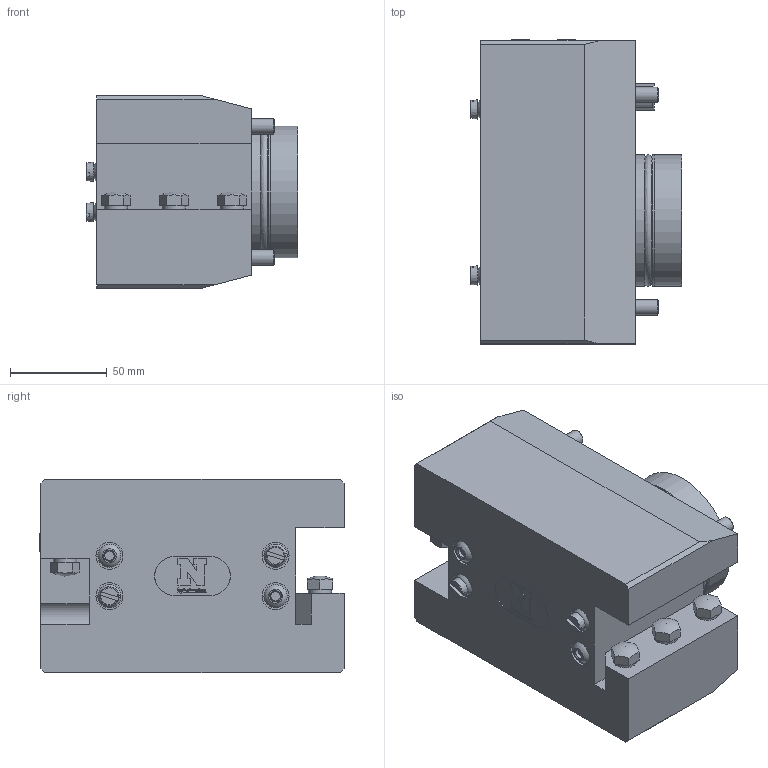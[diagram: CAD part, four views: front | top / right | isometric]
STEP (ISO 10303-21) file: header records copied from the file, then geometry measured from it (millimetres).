
FILE_DESCRIPTION(/* description */ ('8 251 65 003.02'),/* implementation_level */ '2;1');
FILE_NAME(/* name */ '8 251 65 003.02',/* time_stamp */ '2022-02-14T14:40:35+01:00',/* author */ ('heimatec GmbH'),/* organization */ (''),/* preprocessor_version */ 'ST-DEVELOPER v16.7',/* originating_system */ 'Solid Edge',/* authorisation */ 'Unknown');
FILE_SCHEMA (('AUTOMOTIVE_DESIGN {1 0 10303 214 3 1 1}'));
Length unit declared in the file: millimetre
Products named in the file (1): Part19
Bounding box: 109.27 x 157.5 x 100 mm (x, y, z)
Volume: 1196350.7 mm3; surface area: 88093.7 mm2
Topology: 1 solids, 3 shells, 306 faces, 774 edges, 517 vertices
Faces by surface type: plane 218, cylinder 52, cone 17, sphere 9, torus 8, bspline 2
Full cylindrical faces by diameter (mm): 0.425 x1, 0.51 x1, 4.917 x2, 7.95 x4, 12 x5, 13.7 x1, 14 x4, 15 x2, 65.8 x2, 67.95 x1, 68 x2
Entity records: 8896 total; most frequent: CARTESIAN_POINT 1829, DIRECTION 1438, ORIENTED_EDGE 1362, EDGE_CURVE 681, AXIS2_PLACEMENT_3D 484, VERTEX_POINT 481, LINE 470, VECTOR 470
